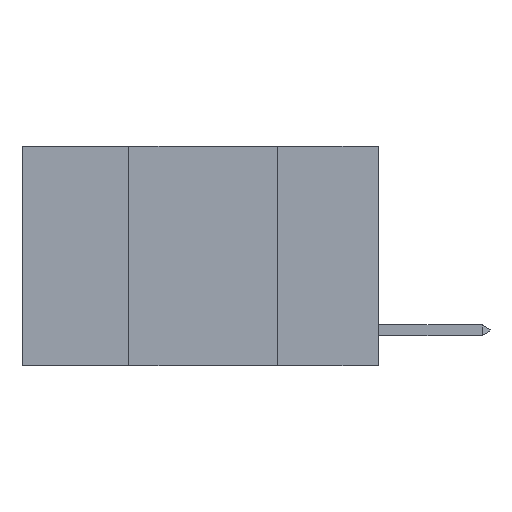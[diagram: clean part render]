
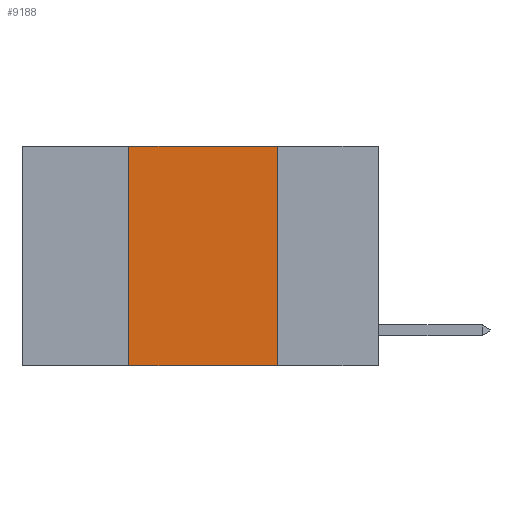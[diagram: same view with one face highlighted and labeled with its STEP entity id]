
A CAD part, left-side view. The second image highlights one B-rep face of the part: STEP entity #9188.
In plain terms, the highlighted planar face has unit normal (-1, 0, 0).
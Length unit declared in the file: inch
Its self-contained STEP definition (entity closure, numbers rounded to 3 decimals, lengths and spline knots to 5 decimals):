
#179 = DIRECTION ( 'NONE',  ( 0., 0., 1. ) ) ;
#847 = CARTESIAN_POINT ( 'NONE',  ( 0., 0.42, 0. ) ) ;
#955 = CARTESIAN_POINT ( 'NONE',  ( 0., 0.42, 0. ) ) ;
#1083 = CARTESIAN_POINT ( 'NONE',  ( 0., 0.42, -0.37 ) ) ;
#1233 = DIRECTION ( 'NONE',  ( 0., -1., 0. ) ) ;
#1247 = VERTEX_POINT ( 'NONE', #1083 ) ;
#1410 = PLANE ( 'NONE',  #6007 ) ;
#1985 = VERTEX_POINT ( 'NONE', #2912 ) ;
#2299 = EDGE_CURVE ( 'NONE', #1247, #9521, #3458, .T. ) ;
#2661 = DIRECTION ( 'NONE',  ( 0., 0., -1. ) ) ;
#2735 = CARTESIAN_POINT ( 'NONE',  ( 0., 0.6, 0. ) ) ;
#2912 = CARTESIAN_POINT ( 'NONE',  ( 0., 0.17, 0. ) ) ;
#3230 = VECTOR ( 'NONE', #7565, 39.37008 ) ;
#3458 = LINE ( 'NONE', #7532, #3230 ) ;
#3558 = EDGE_LOOP ( 'NONE', ( #3594, #3605, #3650, #3662 ) ) ;
#3594 = ORIENTED_EDGE ( 'NONE', *, *, #6694, .F. ) ;
#3605 = ORIENTED_EDGE ( 'NONE', *, *, #5324, .F. ) ;
#3650 = ORIENTED_EDGE ( 'NONE', *, *, #7713, .F. ) ;
#3662 = ORIENTED_EDGE ( 'NONE', *, *, #2299, .T. ) ;
#3726 = DIRECTION ( 'NONE',  ( 1., 0., 0. ) ) ;
#3968 = VERTEX_POINT ( 'NONE', #847 ) ;
#4221 = CARTESIAN_POINT ( 'NONE',  ( 0., 0.17, 0. ) ) ;
#5313 = VECTOR ( 'NONE', #179, 39.37008 ) ;
#5324 = EDGE_CURVE ( 'NONE', #3968, #1985, #8215, .T. ) ;
#6007 = AXIS2_PLACEMENT_3D ( 'NONE', #8278, #3726, #9013 ) ;
#6211 = VECTOR ( 'NONE', #1233, 39.37008 ) ;
#6694 = EDGE_CURVE ( 'NONE', #1985, #9521, #7626, .T. ) ;
#6749 = CARTESIAN_POINT ( 'NONE',  ( 0., 0.17, -0.37 ) ) ;
#7532 = CARTESIAN_POINT ( 'NONE',  ( 0., 0.6, -0.37 ) ) ;
#7565 = DIRECTION ( 'NONE',  ( 0., -1., 0. ) ) ;
#7626 = LINE ( 'NONE', #4221, #9545 ) ;
#7713 = EDGE_CURVE ( 'NONE', #1247, #3968, #9316, .T. ) ;
#8215 = LINE ( 'NONE', #2735, #6211 ) ;
#8278 = CARTESIAN_POINT ( 'NONE',  ( 0., 0.6, 0. ) ) ;
#8993 = FACE_OUTER_BOUND ( 'NONE', #3558, .T. ) ;
#9013 = DIRECTION ( 'NONE',  ( 0., 0., -1. ) ) ;
#9188 = ADVANCED_FACE ( 'NONE', ( #8993 ), #1410, .F. ) ;
#9316 = LINE ( 'NONE', #955, #5313 ) ;
#9521 = VERTEX_POINT ( 'NONE', #6749 ) ;
#9545 = VECTOR ( 'NONE', #2661, 39.37008 ) ;
